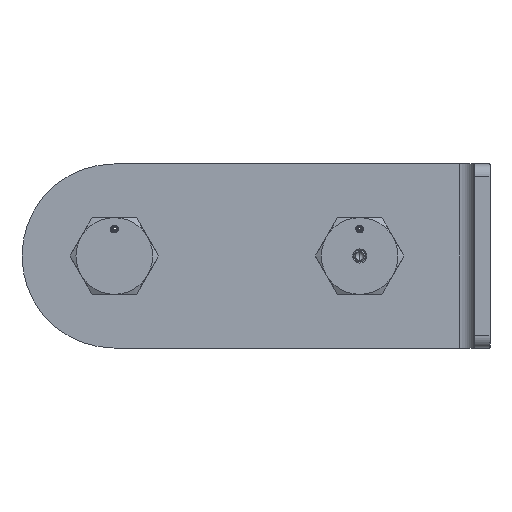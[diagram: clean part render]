
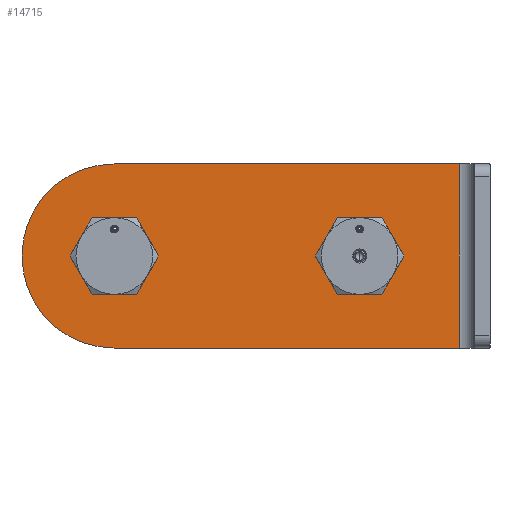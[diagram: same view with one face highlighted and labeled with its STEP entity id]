
A CAD part, left-side view. The second image highlights one B-rep face of the part: STEP entity #14715.
In plain terms, the highlighted face is planar.
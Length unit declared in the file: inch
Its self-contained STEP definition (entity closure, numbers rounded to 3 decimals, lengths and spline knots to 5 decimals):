
#11 = ORIENTED_EDGE ( 'NONE', *, *, #18448, .F. ) ;
#366 = CARTESIAN_POINT ( 'NONE',  ( 6.125, 0.25, 0. ) ) ;
#447 = DIRECTION ( 'NONE',  ( 0., 0., 1. ) ) ;
#454 = FACE_BOUND ( 'NONE', #14525, .T. ) ;
#547 = LINE ( 'NONE', #6361, #9612 ) ;
#741 = CARTESIAN_POINT ( 'NONE',  ( 6.13, 0.25, 0. ) ) ;
#815 = CIRCLE ( 'NONE', #2034, 0.0625 ) ;
#926 = EDGE_CURVE ( 'NONE', #13266, #7832, #7614, .T. ) ;
#1214 = DIRECTION ( 'NONE',  ( 0., -1., 0. ) ) ;
#1410 = DIRECTION ( 'NONE',  ( 0., 0., -1. ) ) ;
#1542 = VERTEX_POINT ( 'NONE', #10034 ) ;
#1546 = DIRECTION ( 'NONE',  ( 0., 0., -1. ) ) ;
#1612 = FACE_BOUND ( 'NONE', #13199, .T. ) ;
#1733 = CARTESIAN_POINT ( 'NONE',  ( 2.18654, 0.25, 0.44893 ) ) ;
#1779 = LINE ( 'NONE', #18017, #15730 ) ;
#1942 = CIRCLE ( 'NONE', #15042, 1.5 ) ;
#2034 = AXIS2_PLACEMENT_3D ( 'NONE', #13043, #1214, #1410 ) ;
#2072 = DIRECTION ( 'NONE',  ( 0., 0., 1. ) ) ;
#2255 = ORIENTED_EDGE ( 'NONE', *, *, #6796, .T. ) ;
#2608 = DIRECTION ( 'NONE',  ( 0., -1., 0. ) ) ;
#2633 = AXIS2_PLACEMENT_3D ( 'NONE', #11282, #2608, #6905 ) ;
#2697 = CARTESIAN_POINT ( 'NONE',  ( 0.5, 0.25, 1.5 ) ) ;
#2900 = DIRECTION ( 'NONE',  ( 1., 0., 0. ) ) ;
#3094 = CARTESIAN_POINT ( 'NONE',  ( 2.125, 0.25, 0.5005 ) ) ;
#3133 = DIRECTION ( 'NONE',  ( 0., 0., 1. ) ) ;
#3235 = CARTESIAN_POINT ( 'NONE',  ( 6.125, 0.25, 0.5005 ) ) ;
#3876 = VERTEX_POINT ( 'NONE', #8086 ) ;
#4364 = AXIS2_PLACEMENT_3D ( 'NONE', #12092, #13439, #6082 ) ;
#4417 = VERTEX_POINT ( 'NONE', #1733 ) ;
#5049 = DIRECTION ( 'NONE',  ( 0., 0., -1. ) ) ;
#5091 = VECTOR ( 'NONE', #2900, 39.37008 ) ;
#5438 = ORIENTED_EDGE ( 'NONE', *, *, #17591, .T. ) ;
#6082 = DIRECTION ( 'NONE',  ( 0., 0., -1. ) ) ;
#6094 = DIRECTION ( 'NONE',  ( 0., 1., 0. ) ) ;
#6361 = CARTESIAN_POINT ( 'NONE',  ( 0.5, 0.25, -1.5 ) ) ;
#6416 = VERTEX_POINT ( 'NONE', #3235 ) ;
#6653 = EDGE_CURVE ( 'NONE', #1542, #7195, #1779, .T. ) ;
#6796 = EDGE_CURVE ( 'NONE', #9754, #3876, #12914, .T. ) ;
#6842 = ORIENTED_EDGE ( 'NONE', *, *, #11203, .F. ) ;
#6864 = EDGE_CURVE ( 'NONE', #13266, #6416, #16676, .T. ) ;
#6870 = CARTESIAN_POINT ( 'NONE',  ( 6.06346, 0.25, 0.44893 ) ) ;
#6905 = DIRECTION ( 'NONE',  ( 0., 0., -1. ) ) ;
#6947 = ORIENTED_EDGE ( 'NONE', *, *, #16780, .T. ) ;
#7195 = VERTEX_POINT ( 'NONE', #18342 ) ;
#7614 = CIRCLE ( 'NONE', #18309, 0.45312 ) ;
#7761 = ORIENTED_EDGE ( 'NONE', *, *, #13338, .T. ) ;
#7832 = VERTEX_POINT ( 'NONE', #6870 ) ;
#7948 = ORIENTED_EDGE ( 'NONE', *, *, #926, .F. ) ;
#8086 = CARTESIAN_POINT ( 'NONE',  ( 6.13, 0.25, 1.5 ) ) ;
#8982 = ORIENTED_EDGE ( 'NONE', *, *, #6653, .F. ) ;
#9567 = CIRCLE ( 'NONE', #18727, 0.45312 ) ;
#9612 = VECTOR ( 'NONE', #18406, 39.37008 ) ;
#9754 = VERTEX_POINT ( 'NONE', #15107 ) ;
#9940 = CARTESIAN_POINT ( 'NONE',  ( 6.18654, 0.25, 0.44893 ) ) ;
#10034 = CARTESIAN_POINT ( 'NONE',  ( 0.5, 0.25, -1.5 ) ) ;
#10277 = FACE_OUTER_BOUND ( 'NONE', #16867, .T. ) ;
#10422 = VERTEX_POINT ( 'NONE', #3094 ) ;
#10600 = ORIENTED_EDGE ( 'NONE', *, *, #6864, .T. ) ;
#10656 = DIRECTION ( 'NONE',  ( 0., 1., 0. ) ) ;
#10659 = DIRECTION ( 'NONE',  ( 0., -1., 0. ) ) ;
#10732 = DIRECTION ( 'NONE',  ( 1., 0., 0. ) ) ;
#10858 = AXIS2_PLACEMENT_3D ( 'NONE', #15496, #17223, #5049 ) ;
#11114 = CIRCLE ( 'NONE', #12941, 0.0625 ) ;
#11138 = CIRCLE ( 'NONE', #10858, 0.0625 ) ;
#11203 = EDGE_CURVE ( 'NONE', #7195, #3876, #1942, .T. ) ;
#11282 = CARTESIAN_POINT ( 'NONE',  ( 6.125, 0.25, 0.438 ) ) ;
#12092 = CARTESIAN_POINT ( 'NONE',  ( 0.5, 0.25, -1.5 ) ) ;
#12914 = LINE ( 'NONE', #2697, #5091 ) ;
#12941 = AXIS2_PLACEMENT_3D ( 'NONE', #18738, #14416, #1546 ) ;
#13043 = CARTESIAN_POINT ( 'NONE',  ( 2.125, 0.25, 0.438 ) ) ;
#13199 = EDGE_LOOP ( 'NONE', ( #7948, #10600, #7761 ) ) ;
#13266 = VERTEX_POINT ( 'NONE', #9940 ) ;
#13338 = EDGE_CURVE ( 'NONE', #6416, #7832, #11114, .T. ) ;
#13366 = ORIENTED_EDGE ( 'NONE', *, *, #16483, .T. ) ;
#13439 = DIRECTION ( 'NONE',  ( 0., -1., 0. ) ) ;
#14416 = DIRECTION ( 'NONE',  ( 0., -1., 0. ) ) ;
#14525 = EDGE_LOOP ( 'NONE', ( #11, #5438, #6947 ) ) ;
#14715 = ADVANCED_FACE ( 'NONE', ( #454, #1612, #10277 ), #16311, .F. ) ;
#15042 = AXIS2_PLACEMENT_3D ( 'NONE', #741, #10659, #2072 ) ;
#15107 = CARTESIAN_POINT ( 'NONE',  ( 0.5, 0.25, 1.5 ) ) ;
#15496 = CARTESIAN_POINT ( 'NONE',  ( 2.125, 0.25, 0.438 ) ) ;
#15525 = CARTESIAN_POINT ( 'NONE',  ( 2.06346, 0.25, 0.44893 ) ) ;
#15730 = VECTOR ( 'NONE', #10732, 39.37008 ) ;
#16159 = VERTEX_POINT ( 'NONE', #15525 ) ;
#16311 = PLANE ( 'NONE',  #4364 ) ;
#16483 = EDGE_CURVE ( 'NONE', #1542, #9754, #547, .T. ) ;
#16676 = CIRCLE ( 'NONE', #2633, 0.0625 ) ;
#16780 = EDGE_CURVE ( 'NONE', #10422, #16159, #11138, .T. ) ;
#16867 = EDGE_LOOP ( 'NONE', ( #2255, #6842, #8982, #13366 ) ) ;
#17223 = DIRECTION ( 'NONE',  ( 0., -1., 0. ) ) ;
#17591 = EDGE_CURVE ( 'NONE', #4417, #10422, #815, .T. ) ;
#18017 = CARTESIAN_POINT ( 'NONE',  ( 0.5, 0.25, -1.5 ) ) ;
#18030 = CARTESIAN_POINT ( 'NONE',  ( 2.125, 0.25, 0. ) ) ;
#18309 = AXIS2_PLACEMENT_3D ( 'NONE', #366, #6094, #3133 ) ;
#18342 = CARTESIAN_POINT ( 'NONE',  ( 6.13, 0.25, -1.5 ) ) ;
#18406 = DIRECTION ( 'NONE',  ( 0., 0., 1. ) ) ;
#18448 = EDGE_CURVE ( 'NONE', #4417, #16159, #9567, .T. ) ;
#18727 = AXIS2_PLACEMENT_3D ( 'NONE', #18030, #10656, #447 ) ;
#18738 = CARTESIAN_POINT ( 'NONE',  ( 6.125, 0.25, 0.438 ) ) ;
